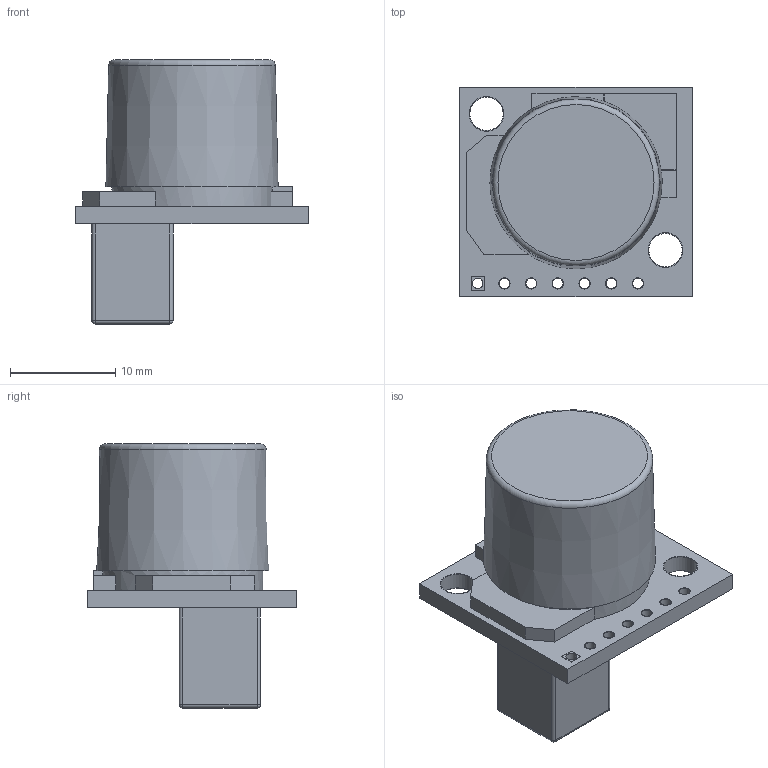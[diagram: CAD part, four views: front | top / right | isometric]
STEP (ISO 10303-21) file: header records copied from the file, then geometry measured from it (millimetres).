
FILE_DESCRIPTION(/* description */ ('Alibre Inc.'),/* implementation_level */ '2;1');
FILE_NAME(/* name */ 'export0',/* time_stamp */ '2014-01-15T14:01:21-06:00',/* author */ (''),/* organization */ (''),/* preprocessor_version */ 'ST-DEVELOPER v14',/* originating_system */ 'Alibre',/* authorisation */ '');
FILE_SCHEMA (('AUTOMOTIVE_DESIGN'));
Length unit declared in the file: centimetre
Bounding box: 22.1 x 19.94 x 25.12 mm (x, y, z)
Volume: 4187 mm3; surface area: 2101.1 mm2
Topology: 1 solids, 1 shells, 282 faces, 722 edges, 471 vertices
Faces by surface type: plane 161, bspline 73, cylinder 42, sphere 4, torus 1, cone 1
Full cylindrical faces by diameter (mm): 0.991 x7, 1.067 x12, 3.175 x2, 3.302 x4
Entity records: 8531 total; most frequent: CARTESIAN_POINT 2081, ORIENTED_EDGE 1380, DIRECTION 873, EDGE_CURVE 690, VERTEX_POINT 470, VECTOR 440, LINE 440, EDGE_LOOP 360
